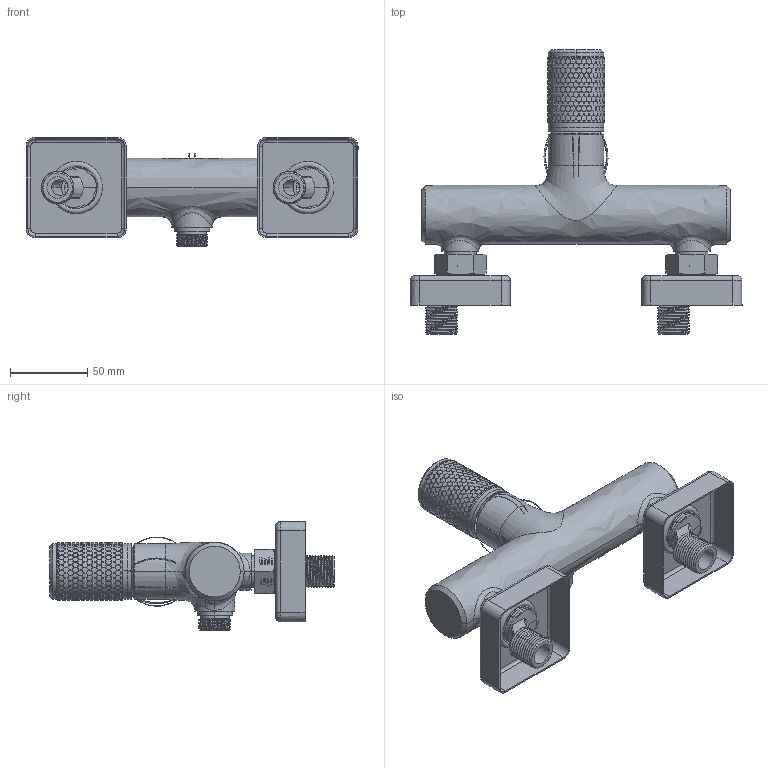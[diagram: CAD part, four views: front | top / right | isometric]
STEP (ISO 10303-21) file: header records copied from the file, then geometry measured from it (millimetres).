
FILE_DESCRIPTION((''),'2;1');
FILE_NAME('WXQ338163_ASM_ASM','2020-07-04T',('fth20'),(''),'CREO PARAMETRIC BY PTC INC, 2015480','CREO PARAMETRIC BY PTC INC, 2015480','');
FILE_SCHEMA(('CONFIG_CONTROL_DESIGN'));
Products named in the file (22): 80T338163_1; 8JTSW001_4; 19X2_2; 8NMSW001_4; 24X15X3_3; 80Q01000_3; 80Q67000_3; JIETOU-3_ASM_4_ASM; J1025BSD01A_2; J1025BSD01C_2; J10250MZ04A_2; J10250MZ04_ASM_2_ASM; 8YG16482_3; 8ZG569081_3; 8JT1A200_2; 82P25WUH2_2; 81P25WXP2_3; WXP_3; WXP-1_3; 80P35WXP2_ASM_3_ASM; WXQ338163_ASM_1_ASM; WXQ338163_ASM_ASM
Assembly tree (22 placements, depth 4):
  WXQ338163_ASM_ASM
    WXQ338163_ASM_1_ASM
      80T338163_1
      JIETOU-3_ASM_4_ASM  x2
        8JTSW001_4
        19X2_2
        8NMSW001_4
        24X15X3_3
        80Q01000_3
        80Q67000_3
      J10250MZ04_ASM_2_ASM
        J1025BSD01A_2
        J1025BSD01C_2
        J10250MZ04A_2
      8YG16482_3
      8ZG569081_3
      8JT1A200_2
      82P25WUH2_2
      80P35WXP2_ASM_3_ASM
        81P25WXP2_3
        WXP_3
        WXP-1_3
Bounding box: 215 x 184.5 x 70.69 mm (x, y, z)
Surface area: 175146.5 mm2 (no closed solid volume)
Topology: 0 solids, 0 shells, 4885 faces, 22874 edges, 22817 vertices
Faces by surface type: bspline 4809, torus 71, sphere 5
Entity records: 388011 total; most frequent: CARTESIAN_POINT 220194, DEFINITIONAL_REPRESENTATION 21516, PCURVE 21516, COMPOSITE_CURVE_SEGMENT 21516, DIRECTION 19947, TRIMMED_CURVE 18262, VECTOR 16831, LINE 16831
